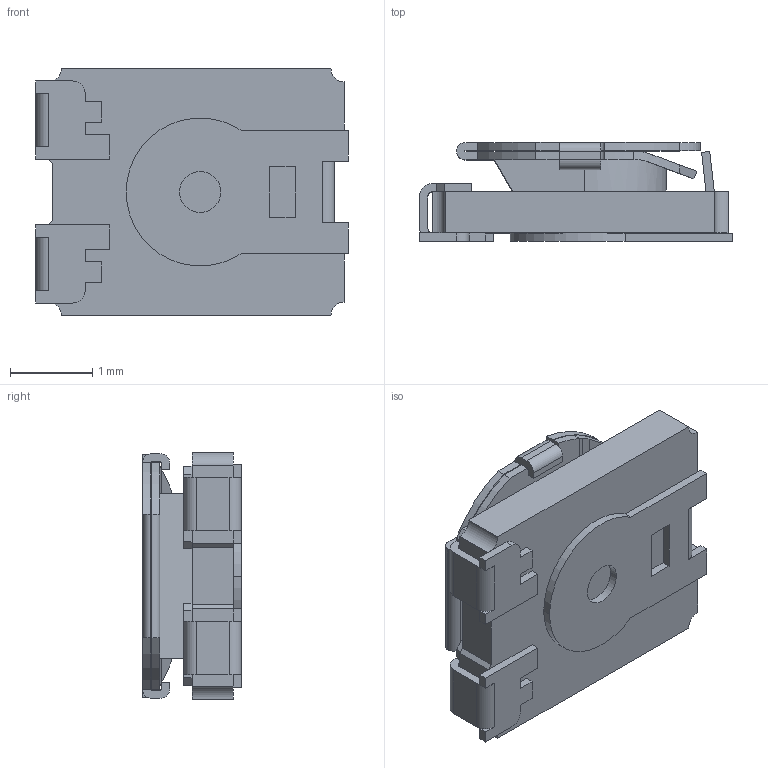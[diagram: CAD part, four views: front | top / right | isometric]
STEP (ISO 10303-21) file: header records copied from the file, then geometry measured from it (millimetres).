
FILE_DESCRIPTION (( 'STEP AP214' ), '1' );
FILE_NAME ('TC33X-2-202E.STEP', '2020-11-29T17:16:29', ( '' ), ( '' ), 'SwSTEP 2.0', 'SolidWorks 2017', '' );
FILE_SCHEMA (( 'AUTOMOTIVE_DESIGN' ));
Length unit declared in the file: millimetre
Products named in the file (1): TC33X-2-202E
Bounding box: 3.8 x 1.2 x 3 mm (x, y, z)
Volume: 7.9 mm3; surface area: 76 mm2
Topology: 8 solids, 8 shells, 241 faces, 660 edges, 435 vertices
Faces by surface type: plane 173, cylinder 65, cone 3
Entity records: 7716 total; most frequent: CARTESIAN_POINT 1420, ORIENTED_EDGE 1320, DIRECTION 1250, EDGE_CURVE 660, VECTOR 504, LINE 504, VERTEX_POINT 435, AXIS2_PLACEMENT_3D 373
